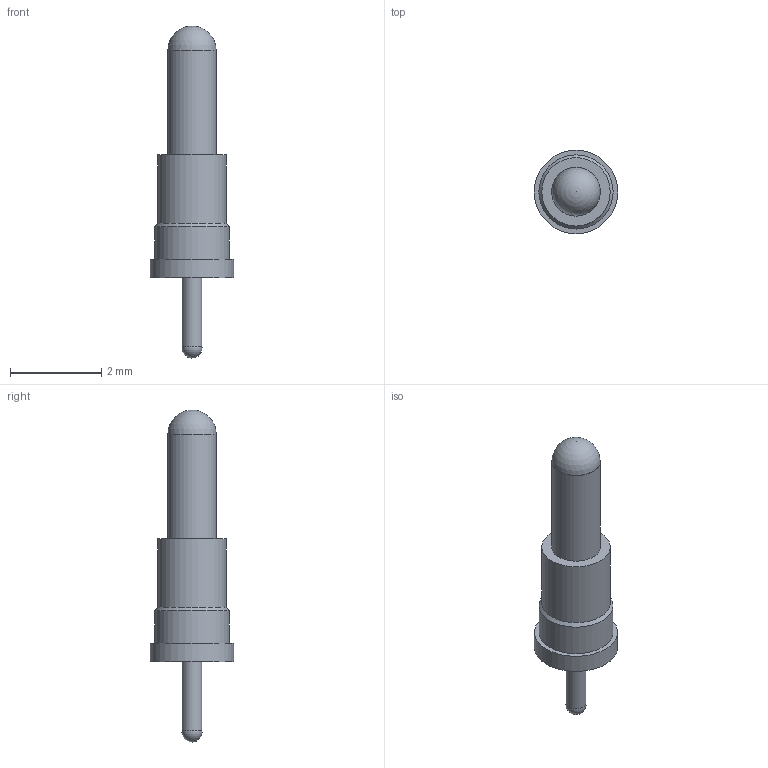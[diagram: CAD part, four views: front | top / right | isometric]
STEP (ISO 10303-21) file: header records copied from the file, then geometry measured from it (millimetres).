
FILE_DESCRIPTION(('FreeCAD Model'),'2;1');
FILE_NAME('Open CASCADE Shape Model','2024-08-26T19:15:40',(''),(''), 'Open CASCADE STEP processor 7.6','FreeCAD','Unknown');
FILE_SCHEMA(('AUTOMOTIVE_DESIGN { 1 0 10303 214 1 1 1 1 }'));
Length unit declared in the file: millimetre
Products named in the file (2): Part; Body
Assembly tree (1 placements, depth 2):
  Part
    Body
Bounding box: 1.83 x 1.83 x 7.27 mm (x, y, z)
Volume: 7.9 mm3; surface area: 29.3 mm2
Topology: 1 solids, 1 shells, 12 faces, 21 edges, 13 vertices
Faces by surface type: cylinder 5, plane 4, sphere 2, cone 1
Full cylindrical faces by diameter (mm): 0.432 x1, 1.067 x1, 1.499 x1, 1.626 x1, 1.829 x1
Entity records: 571 total; most frequent: DIRECTION 98, CARTESIAN_POINT 84, ORIENTED_EDGE 38, PCURVE 38, DEFINITIONAL_REPRESENTATION 38, LINE 36, VECTOR 36, AXIS2_PLACEMENT_3D 27
